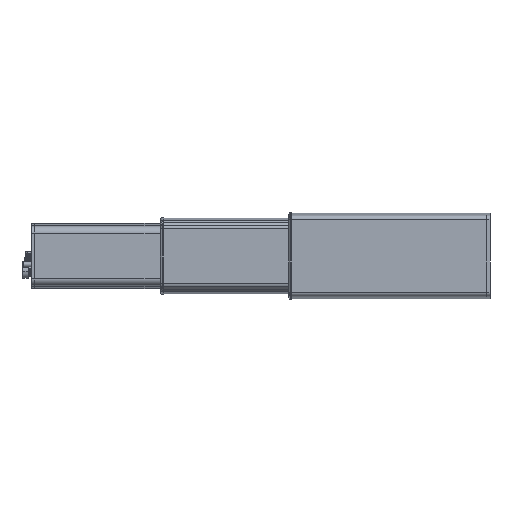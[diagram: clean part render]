
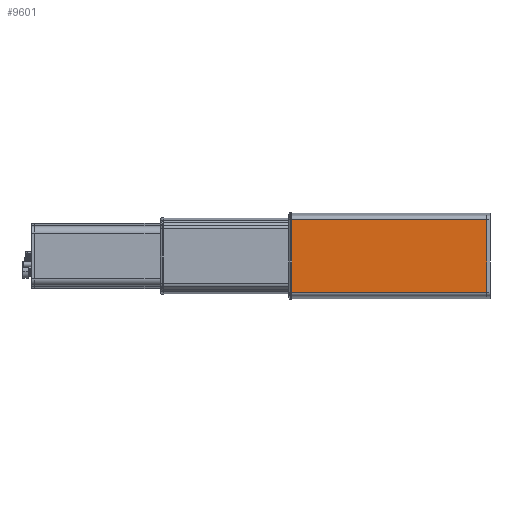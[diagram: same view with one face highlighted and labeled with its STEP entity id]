
A CAD part, left-side view. The second image highlights one B-rep face of the part: STEP entity #9601.
In plain terms, the highlighted planar face has unit normal (-1, 0, 0).
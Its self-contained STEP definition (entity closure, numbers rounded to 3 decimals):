
#178 = ORIENTED_EDGE ( 'NONE', *, *, #15370, .F. ) ;
#451 = VECTOR ( 'NONE', #19448, 1000. ) ;
#504 = DIRECTION ( 'NONE',  ( -1., 0., 0. ) ) ;
#1115 = DIRECTION ( 'NONE',  ( 0., 0., -1. ) ) ;
#2158 = EDGE_LOOP ( 'NONE', ( #18297, #24656, #10521, #178 ) ) ;
#2535 = CARTESIAN_POINT ( 'NONE',  ( -84.066, 1.1, -56.641 ) ) ;
#2872 = DIRECTION ( 'NONE',  ( 0., 0., -1. ) ) ;
#3731 = VERTEX_POINT ( 'NONE', #11251 ) ;
#7204 = CARTESIAN_POINT ( 'NONE',  ( -84.066, 307.693, 56.641 ) ) ;
#7278 = VERTEX_POINT ( 'NONE', #7204 ) ;
#7600 = CARTESIAN_POINT ( 'NONE',  ( -84.066, 307.693, -56.641 ) ) ;
#7705 = VECTOR ( 'NONE', #2872, 1000. ) ;
#8404 = PLANE ( 'NONE',  #20723 ) ;
#8474 = CARTESIAN_POINT ( 'NONE',  ( -84.066, 154.397, -56.641 ) ) ;
#9446 = EDGE_CURVE ( 'NONE', #3731, #7278, #13250, .T. ) ;
#9601 = ADVANCED_FACE ( 'NONE', ( #19887 ), #8404, .T. ) ;
#10194 = DIRECTION ( 'NONE',  ( 0., 0., 1. ) ) ;
#10521 = ORIENTED_EDGE ( 'NONE', *, *, #15301, .T. ) ;
#11251 = CARTESIAN_POINT ( 'NONE',  ( -84.066, 1.1, 56.641 ) ) ;
#12954 = CARTESIAN_POINT ( 'NONE',  ( -84.066, 307.693, 0. ) ) ;
#13250 = LINE ( 'NONE', #13537, #451 ) ;
#13537 = CARTESIAN_POINT ( 'NONE',  ( -84.066, 154.397, 56.641 ) ) ;
#15301 = EDGE_CURVE ( 'NONE', #16961, #23194, #18927, .T. ) ;
#15370 = EDGE_CURVE ( 'NONE', #3731, #23194, #18643, .T. ) ;
#16322 = DIRECTION ( 'NONE',  ( 0., -1., 0. ) ) ;
#16961 = VERTEX_POINT ( 'NONE', #7600 ) ;
#17443 = VECTOR ( 'NONE', #16322, 1000. ) ;
#18297 = ORIENTED_EDGE ( 'NONE', *, *, #9446, .T. ) ;
#18643 = LINE ( 'NONE', #20350, #7705 ) ;
#18927 = LINE ( 'NONE', #8474, #17443 ) ;
#19448 = DIRECTION ( 'NONE',  ( 0., 1., 0. ) ) ;
#19887 = FACE_OUTER_BOUND ( 'NONE', #2158, .T. ) ;
#20350 = CARTESIAN_POINT ( 'NONE',  ( -84.066, 1.1, 0. ) ) ;
#20723 = AXIS2_PLACEMENT_3D ( 'NONE', #2535, #504, #10194 ) ;
#22186 = EDGE_CURVE ( 'NONE', #7278, #16961, #23619, .T. ) ;
#22711 = VECTOR ( 'NONE', #1115, 1000. ) ;
#23194 = VERTEX_POINT ( 'NONE', #24458 ) ;
#23619 = LINE ( 'NONE', #12954, #22711 ) ;
#24458 = CARTESIAN_POINT ( 'NONE',  ( -84.066, 1.1, -56.641 ) ) ;
#24656 = ORIENTED_EDGE ( 'NONE', *, *, #22186, .T. ) ;
